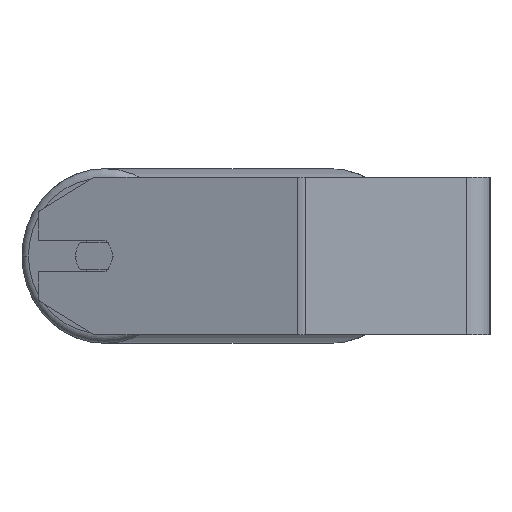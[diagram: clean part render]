
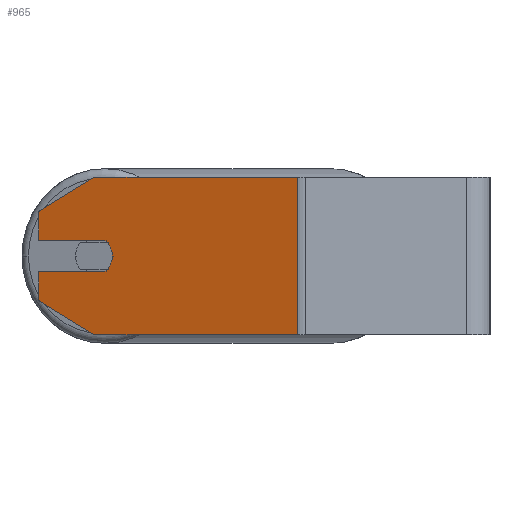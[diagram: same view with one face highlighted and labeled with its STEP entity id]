
A CAD part, left-side view. The second image highlights one B-rep face of the part: STEP entity #965.
In plain terms, the highlighted planar face has unit normal (-0.94, 0.342, 0).
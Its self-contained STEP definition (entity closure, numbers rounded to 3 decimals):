
#49 = PLANE ( 'NONE',  #2393 ) ;
#51 = ORIENTED_EDGE ( 'NONE', *, *, #7327, .T. ) ;
#95 = ORIENTED_EDGE ( 'NONE', *, *, #2442, .T. ) ;
#108 = DIRECTION ( 'NONE',  ( 0., 0., -1. ) ) ;
#227 = CARTESIAN_POINT ( 'NONE',  ( -346.296, 229.967, -8. ) ) ;
#234 = DIRECTION ( 'NONE',  ( 0.342, 0.94, 0. ) ) ;
#248 = DIRECTION ( 'NONE',  ( -0.342, -0.94, 0. ) ) ;
#285 = DIRECTION ( 'NONE',  ( -0.342, -0.94, 0. ) ) ;
#484 = LINE ( 'NONE', #2762, #5729 ) ;
#633 = LINE ( 'NONE', #2504, #3251 ) ;
#649 = EDGE_CURVE ( 'NONE', #6942, #6512, #6883, .T. ) ;
#650 = CARTESIAN_POINT ( 'NONE',  ( -346.296, 229.967, 40. ) ) ;
#778 = EDGE_CURVE ( 'NONE', #917, #5875, #3447, .T. ) ;
#917 = VERTEX_POINT ( 'NONE', #2625 ) ;
#965 = ADVANCED_FACE ( 'NONE', ( #1130 ), #49, .F. ) ;
#1130 = FACE_OUTER_BOUND ( 'NONE', #4227, .T. ) ;
#1367 = VERTEX_POINT ( 'NONE', #4679 ) ;
#1603 = EDGE_CURVE ( 'NONE', #1367, #1644, #6339, .T. ) ;
#1644 = VERTEX_POINT ( 'NONE', #1660 ) ;
#1660 = CARTESIAN_POINT ( 'NONE',  ( -394.276, 98.142, 40. ) ) ;
#1692 = EDGE_CURVE ( 'NONE', #3172, #3664, #5357, .T. ) ;
#1725 = VERTEX_POINT ( 'NONE', #1887 ) ;
#1746 = EDGE_CURVE ( 'NONE', #2654, #917, #6310, .T. ) ;
#1803 = AXIS2_PLACEMENT_3D ( 'NONE', #4253, #3663, #285 ) ;
#1850 = CARTESIAN_POINT ( 'NONE',  ( -346.296, 229.967, -40. ) ) ;
#1887 = CARTESIAN_POINT ( 'NONE',  ( -346.296, 229.967, -22.679 ) ) ;
#1891 = CARTESIAN_POINT ( 'NONE',  ( -394.276, 98.142, -40. ) ) ;
#1977 = ORIENTED_EDGE ( 'NONE', *, *, #1603, .F. ) ;
#2166 = CARTESIAN_POINT ( 'NONE',  ( -356.557, 201.776, -40. ) ) ;
#2201 = ORIENTED_EDGE ( 'NONE', *, *, #7049, .F. ) ;
#2223 = CARTESIAN_POINT ( 'NONE',  ( -346.296, 229.967, 8. ) ) ;
#2393 = AXIS2_PLACEMENT_3D ( 'NONE', #5720, #6171, #3358 ) ;
#2442 = EDGE_CURVE ( 'NONE', #1367, #6942, #2802, .T. ) ;
#2504 = CARTESIAN_POINT ( 'NONE',  ( -346.296, 229.967, 8. ) ) ;
#2559 = CARTESIAN_POINT ( 'NONE',  ( -356.557, 201.776, 0. ) ) ;
#2566 = ORIENTED_EDGE ( 'NONE', *, *, #1746, .F. ) ;
#2608 = ORIENTED_EDGE ( 'NONE', *, *, #1692, .T. ) ;
#2625 = CARTESIAN_POINT ( 'NONE',  ( -359.977, 192.379, 0. ) ) ;
#2654 = VERTEX_POINT ( 'NONE', #6787 ) ;
#2762 = CARTESIAN_POINT ( 'NONE',  ( -346.296, 229.967, 40. ) ) ;
#2802 = LINE ( 'NONE', #5048, #5010 ) ;
#2929 = DIRECTION ( 'NONE',  ( 0., 0., -1. ) ) ;
#2930 = DIRECTION ( 'NONE',  ( -0.342, -0.94, 0. ) ) ;
#2991 = LINE ( 'NONE', #6329, #5040 ) ;
#3141 = EDGE_CURVE ( 'NONE', #6012, #1725, #484, .T. ) ;
#3172 = VERTEX_POINT ( 'NONE', #6499 ) ;
#3251 = VECTOR ( 'NONE', #234, 1000. ) ;
#3358 = DIRECTION ( 'NONE',  ( 0.342, 0.94, 0. ) ) ;
#3401 = DIRECTION ( 'NONE',  ( 0., 0., -1. ) ) ;
#3447 = CIRCLE ( 'NONE', #6290, 10. ) ;
#3524 = ORIENTED_EDGE ( 'NONE', *, *, #778, .F. ) ;
#3663 = DIRECTION ( 'NONE',  ( -0.94, 0.342, 0. ) ) ;
#3664 = VERTEX_POINT ( 'NONE', #1891 ) ;
#3702 = VECTOR ( 'NONE', #2930, 1000. ) ;
#3789 = LINE ( 'NONE', #2166, #5161 ) ;
#3816 = VECTOR ( 'NONE', #7083, 1000. ) ;
#4227 = EDGE_LOOP ( 'NONE', ( #2566, #6455, #5414, #51, #2608, #2201, #1977, #95, #6575, #6972, #3524 ) ) ;
#4253 = CARTESIAN_POINT ( 'NONE',  ( -356.557, 201.776, 0. ) ) ;
#4330 = EDGE_CURVE ( 'NONE', #5875, #6512, #633, .T. ) ;
#4484 = CARTESIAN_POINT ( 'NONE',  ( -358.609, 196.138, 8. ) ) ;
#4679 = CARTESIAN_POINT ( 'NONE',  ( -356.557, 201.776, 40. ) ) ;
#4943 = EDGE_CURVE ( 'NONE', #6012, #2654, #5025, .T. ) ;
#5010 = VECTOR ( 'NONE', #6129, 1000. ) ;
#5025 = LINE ( 'NONE', #7063, #5608 ) ;
#5040 = VECTOR ( 'NONE', #3401, 1000. ) ;
#5048 = CARTESIAN_POINT ( 'NONE',  ( -346.296, 229.967, 22.679 ) ) ;
#5161 = VECTOR ( 'NONE', #6095, 1000. ) ;
#5357 = LINE ( 'NONE', #1850, #3816 ) ;
#5414 = ORIENTED_EDGE ( 'NONE', *, *, #3141, .T. ) ;
#5608 = VECTOR ( 'NONE', #6467, 1000. ) ;
#5720 = CARTESIAN_POINT ( 'NONE',  ( -346.296, 229.967, 40. ) ) ;
#5729 = VECTOR ( 'NONE', #108, 1000. ) ;
#5772 = CARTESIAN_POINT ( 'NONE',  ( -346.296, 229.967, 40. ) ) ;
#5875 = VERTEX_POINT ( 'NONE', #4484 ) ;
#6012 = VERTEX_POINT ( 'NONE', #227 ) ;
#6052 = VECTOR ( 'NONE', #2929, 1000. ) ;
#6095 = DIRECTION ( 'NONE',  ( -0.296, -0.814, -0.5 ) ) ;
#6129 = DIRECTION ( 'NONE',  ( 0.296, 0.814, -0.5 ) ) ;
#6171 = DIRECTION ( 'NONE',  ( 0.94, -0.342, 0. ) ) ;
#6290 = AXIS2_PLACEMENT_3D ( 'NONE', #2559, #6450, #248 ) ;
#6310 = CIRCLE ( 'NONE', #1803, 10. ) ;
#6329 = CARTESIAN_POINT ( 'NONE',  ( -394.276, 98.142, 40. ) ) ;
#6339 = LINE ( 'NONE', #5772, #3702 ) ;
#6450 = DIRECTION ( 'NONE',  ( -0.94, 0.342, 0. ) ) ;
#6455 = ORIENTED_EDGE ( 'NONE', *, *, #4943, .F. ) ;
#6467 = DIRECTION ( 'NONE',  ( -0.342, -0.94, 0. ) ) ;
#6499 = CARTESIAN_POINT ( 'NONE',  ( -356.557, 201.776, -40. ) ) ;
#6512 = VERTEX_POINT ( 'NONE', #2223 ) ;
#6575 = ORIENTED_EDGE ( 'NONE', *, *, #649, .T. ) ;
#6701 = CARTESIAN_POINT ( 'NONE',  ( -346.296, 229.967, 22.679 ) ) ;
#6787 = CARTESIAN_POINT ( 'NONE',  ( -358.609, 196.138, -8. ) ) ;
#6883 = LINE ( 'NONE', #650, #6052 ) ;
#6942 = VERTEX_POINT ( 'NONE', #6701 ) ;
#6972 = ORIENTED_EDGE ( 'NONE', *, *, #4330, .F. ) ;
#7049 = EDGE_CURVE ( 'NONE', #1644, #3664, #2991, .T. ) ;
#7063 = CARTESIAN_POINT ( 'NONE',  ( -346.296, 229.967, -8. ) ) ;
#7083 = DIRECTION ( 'NONE',  ( -0.342, -0.94, 0. ) ) ;
#7327 = EDGE_CURVE ( 'NONE', #1725, #3172, #3789, .T. ) ;
